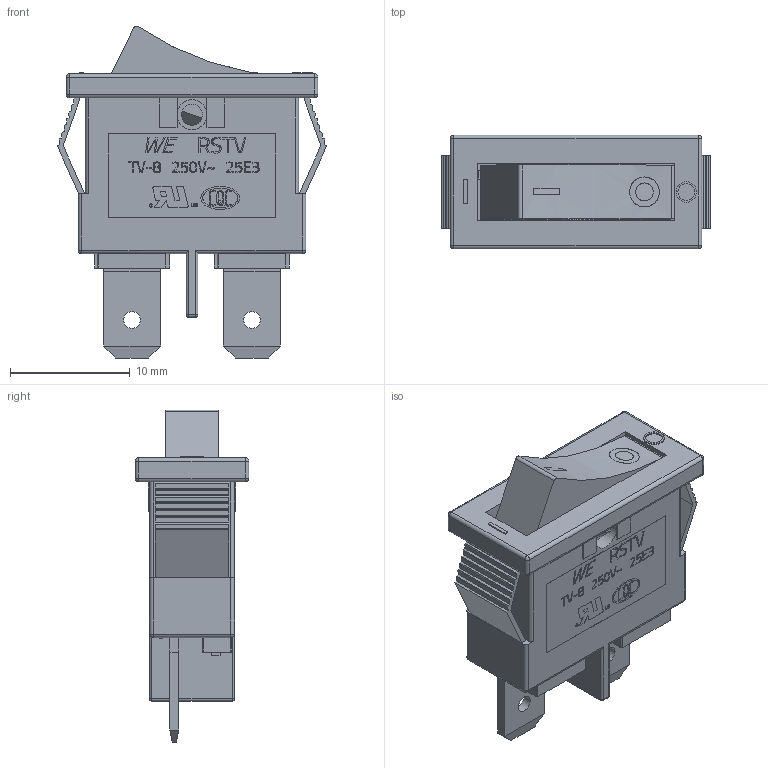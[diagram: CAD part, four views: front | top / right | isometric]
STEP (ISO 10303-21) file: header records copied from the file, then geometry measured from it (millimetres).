
FILE_DESCRIPTION(/* description */ ('Unknown'),/* implementation_level */ '2;1');
FILE_NAME(/* name */ '471013264143',/* time_stamp */ '2024-08-13T15:48:08+02:00',/* author */ ('Unknown'),/* organization */ ('Unknown'),/* preprocessor_version */ 'ST-DEVELOPER v19.4',/* originating_system */ 'Solid Edge',/* authorisation */ 'Unknown');
FILE_SCHEMA (('AUTOMOTIVE_DESIGN {1 0 10303 214 3 1 1}'));
Length unit declared in the file: millimetre
Products named in the file (4): 471013264143; 471013264143_shifter; 471013264143_Pin
Assembly tree (4 placements, depth 2):
  471013264143
    471013264143
    471013264143_shifter
    471013264143_Pin  x2
Bounding box: 22.49 x 9.5 x 27.69 mm (x, y, z)
Volume: 1498 mm3; surface area: 3330.3 mm2
Topology: 4 solids, 4 shells, 1002 faces, 2615 edges, 1710 vertices
Faces by surface type: plane 747, bspline 131, cylinder 108, sphere 16
Full cylindrical faces by diameter (mm): 1.4 x3, 1.7 x1, 1.75 x2, 2.5 x2, 2.75 x2
Entity records: 34405 total; most frequent: CARTESIAN_POINT 11128, ORIENTED_EDGE 4982, DIRECTION 4071, EDGE_CURVE 2491, LINE 1973, VECTOR 1973, VERTEX_POINT 1648, EDGE_LOOP 1113
